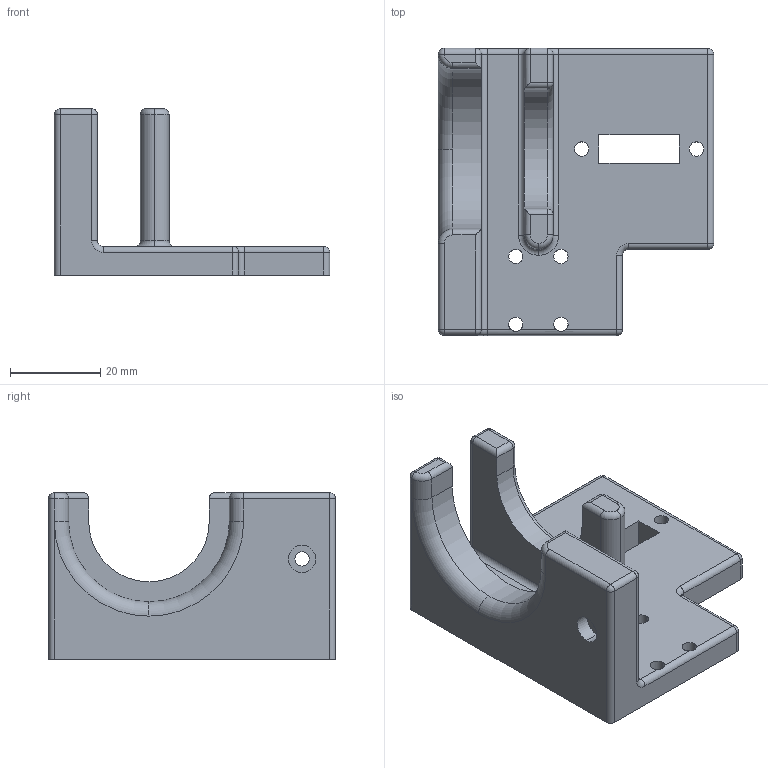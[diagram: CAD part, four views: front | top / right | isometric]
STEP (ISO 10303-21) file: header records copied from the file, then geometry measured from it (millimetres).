
FILE_DESCRIPTION (( 'STEP AP214' ), '1' );
FILE_NAME ('pusher.STEP', '2014-09-19T19:57:28', ( '' ), ( '' ), 'SwSTEP 2.0', 'SolidWorks 2014', '' );
FILE_SCHEMA (( 'AUTOMOTIVE_DESIGN' ));
Length unit declared in the file: inch
Products named in the file (1): pusher
Bounding box: 60.96 x 63.5 x 36.83 mm (x, y, z)
Volume: 37860.9 mm3; surface area: 14141.5 mm2
Topology: 1 solids, 1 shells, 106 faces, 265 edges, 149 vertices
Faces by surface type: cylinder 57, plane 24, torus 14, sphere 11
Entity records: 3143 total; most frequent: DIRECTION 589, CARTESIAN_POINT 540, ORIENTED_EDGE 508, EDGE_CURVE 254, AXIS2_PLACEMENT_3D 234, VERTEX_POINT 149, CIRCLE 127, EDGE_LOOP 121
